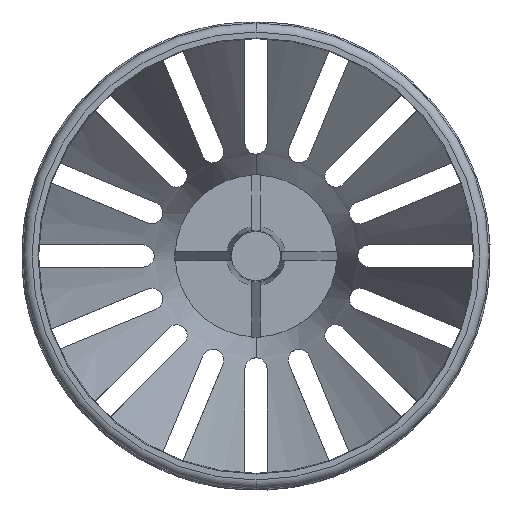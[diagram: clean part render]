
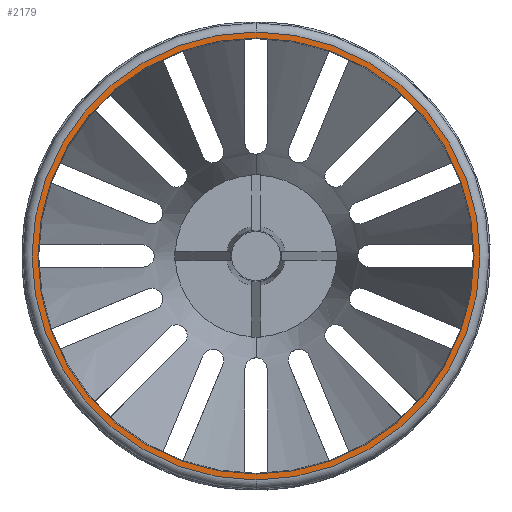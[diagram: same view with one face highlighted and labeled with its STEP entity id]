
A CAD part, front view. The second image highlights one B-rep face of the part: STEP entity #2179.
In plain terms, the highlighted planar face has unit normal (0, -1, 0).
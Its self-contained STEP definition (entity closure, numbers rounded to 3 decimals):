
#57 = AXIS2_PLACEMENT_3D ( 'NONE', #580, #554, #1827 ) ;
#240 = CIRCLE ( 'NONE', #57, 22.639 ) ;
#320 = PLANE ( 'NONE',  #2098 ) ;
#391 = DIRECTION ( 'NONE',  ( 0., 0., 1. ) ) ;
#515 = AXIS2_PLACEMENT_3D ( 'NONE', #4729, #4621, #391 ) ;
#547 = ORIENTED_EDGE ( 'NONE', *, *, #4680, .T. ) ;
#554 = DIRECTION ( 'NONE',  ( 0., 1., 0. ) ) ;
#580 = CARTESIAN_POINT ( 'NONE',  ( 0., -78.559, 0. ) ) ;
#932 = CIRCLE ( 'NONE', #4096, 22.639 ) ;
#968 = ORIENTED_EDGE ( 'NONE', *, *, #3972, .T. ) ;
#977 = DIRECTION ( 'NONE',  ( 0., 0., 1. ) ) ;
#1084 = VERTEX_POINT ( 'NONE', #1910 ) ;
#1088 = DIRECTION ( 'NONE',  ( 0., 0., 1. ) ) ;
#1337 = ORIENTED_EDGE ( 'NONE', *, *, #3302, .F. ) ;
#1421 = EDGE_CURVE ( 'NONE', #1084, #4906, #240, .T. ) ;
#1692 = CARTESIAN_POINT ( 'NONE',  ( 0., -78.559, 22.039 ) ) ;
#1741 = CIRCLE ( 'NONE', #4917, 22.039 ) ;
#1827 = DIRECTION ( 'NONE',  ( 0., 0., 1. ) ) ;
#1910 = CARTESIAN_POINT ( 'NONE',  ( 0., -78.559, 22.639 ) ) ;
#2098 = AXIS2_PLACEMENT_3D ( 'NONE', #4581, #3296, #1088 ) ;
#2179 = ADVANCED_FACE ( 'NONE', ( #2809, #5056 ), #320, .F. ) ;
#2604 = EDGE_LOOP ( 'NONE', ( #547, #968 ) ) ;
#2785 = DIRECTION ( 'NONE',  ( 0., 1., 0. ) ) ;
#2790 = DIRECTION ( 'NONE',  ( 0., 0., 1. ) ) ;
#2809 = FACE_BOUND ( 'NONE', #2604, .T. ) ;
#3158 = CARTESIAN_POINT ( 'NONE',  ( 0., -78.559, 0. ) ) ;
#3290 = VERTEX_POINT ( 'NONE', #4010 ) ;
#3296 = DIRECTION ( 'NONE',  ( 0., 1., 0. ) ) ;
#3302 = EDGE_CURVE ( 'NONE', #4906, #1084, #932, .T. ) ;
#3638 = DIRECTION ( 'NONE',  ( 0., 1., 0. ) ) ;
#3782 = VERTEX_POINT ( 'NONE', #1692 ) ;
#3957 = ORIENTED_EDGE ( 'NONE', *, *, #1421, .F. ) ;
#3972 = EDGE_CURVE ( 'NONE', #3782, #3290, #1741, .T. ) ;
#4010 = CARTESIAN_POINT ( 'NONE',  ( 0., -78.559, -22.039 ) ) ;
#4096 = AXIS2_PLACEMENT_3D ( 'NONE', #3158, #2785, #977 ) ;
#4558 = CARTESIAN_POINT ( 'NONE',  ( 0., -78.559, 0. ) ) ;
#4581 = CARTESIAN_POINT ( 'NONE',  ( 35.08, -78.559, -109.143 ) ) ;
#4621 = DIRECTION ( 'NONE',  ( 0., 1., 0. ) ) ;
#4636 = CARTESIAN_POINT ( 'NONE',  ( 0., -78.559, -22.639 ) ) ;
#4680 = EDGE_CURVE ( 'NONE', #3290, #3782, #5410, .T. ) ;
#4729 = CARTESIAN_POINT ( 'NONE',  ( 0., -78.559, 0. ) ) ;
#4762 = EDGE_LOOP ( 'NONE', ( #3957, #1337 ) ) ;
#4906 = VERTEX_POINT ( 'NONE', #4636 ) ;
#4917 = AXIS2_PLACEMENT_3D ( 'NONE', #4558, #3638, #2790 ) ;
#5056 = FACE_OUTER_BOUND ( 'NONE', #4762, .T. ) ;
#5410 = CIRCLE ( 'NONE', #515, 22.039 ) ;
